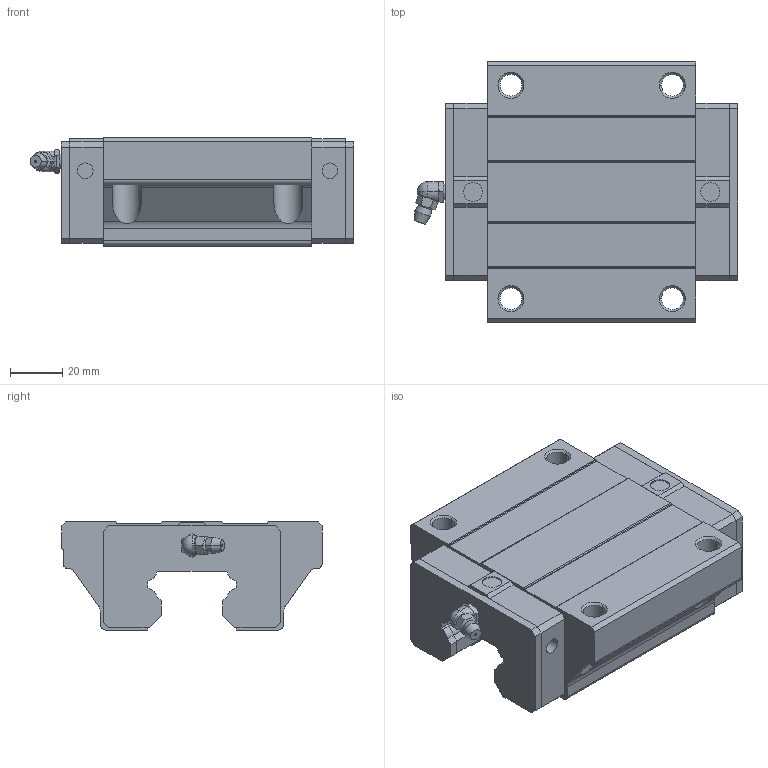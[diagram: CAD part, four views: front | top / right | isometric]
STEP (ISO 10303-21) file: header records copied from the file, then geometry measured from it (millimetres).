
FILE_DESCRIPTION(('starvars output'),'2;1');
FILE_NAME('cv20170621211149000127507.stp','21:11:49 2017/06/21',( 'Thomas Industrial Network Germany GmbH'),( 'Thomas Industrial Network Germany GmbH'),'unknown preprocess','ACIS' ,'unknown authorization');
FILE_SCHEMA(('CONFIG_CONTROL_DESIGN {UNKNOWN IMPLEMENTATION LEVEL}'));
Length unit declared in the file: millimetre
Products named in the file (1): PRODUCT_ID_1
Bounding box: 124.4 x 100 x 41.5 mm (x, y, z)
Volume: 296214.5 mm3; surface area: 58976 mm2
Topology: 1 solids, 1 shells, 316 faces, 853 edges, 552 vertices
Faces by surface type: plane 190, cylinder 84, cone 38, sphere 4
Entity records: 9148 total; most frequent: CARTESIAN_POINT 1712, ORIENTED_EDGE 1698, DIRECTION 1330, EDGE_CURVE 849, VECTOR 562, LINE 562, VERTEX_POINT 552, AXIS2_PLACEMENT_3D 384
